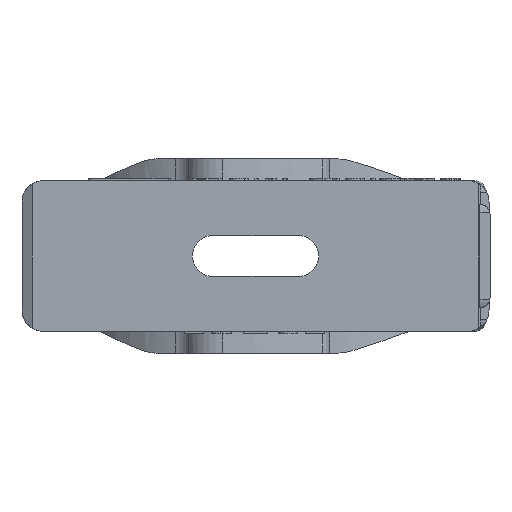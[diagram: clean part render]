
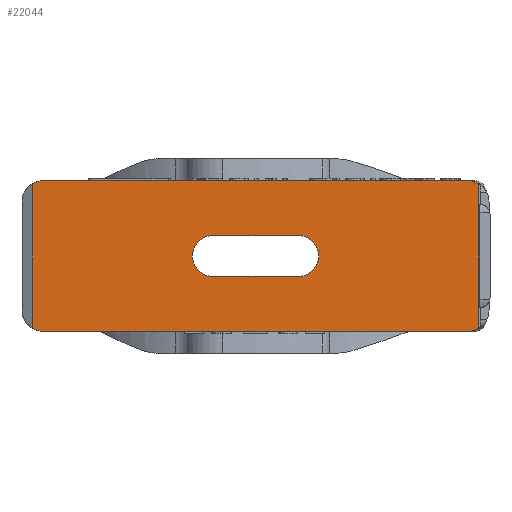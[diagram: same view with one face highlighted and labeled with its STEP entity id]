
A CAD part, front view. The second image highlights one B-rep face of the part: STEP entity #22044.
In plain terms, the highlighted planar face has unit normal (0, -1, 0).
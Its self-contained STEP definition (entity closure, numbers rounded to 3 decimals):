
#5539=CARTESIAN_POINT('',(-398.59,101.088,-9.));
#5540=DIRECTION('',(0.,1.,0.));
#5541=DIRECTION('',(0.,0.,-1.));
#5542=AXIS2_PLACEMENT_3D('',#5539,#5540,#5541);
#5557=DIRECTION('',(-1.,0.,0.));
#5558=VECTOR('',#5557,8.8);
#5559=CARTESIAN_POINT('',(-389.79,101.088,-6.9));
#5560=LINE('',#5559,#5558);
#5561=CARTESIAN_POINT('',(-372.34,101.088,-3.45));
#5562=DIRECTION('',(0.,-1.,0.));
#5563=DIRECTION('',(0.523,0.,0.852));
#5564=AXIS2_PLACEMENT_3D('',#5561,#5562,#5563);
#5566=DIRECTION('',(0.,0.,1.));
#5567=VECTOR('',#5566,14.851);
#5568=CARTESIAN_POINT('',(-371.19,101.088,
-16.425));
#5569=LINE('',#5568,#5567);
#5570=CARTESIAN_POINT('',(-372.34,101.088,-14.55));
#5571=DIRECTION('',(0.,-1.,0.));
#5572=DIRECTION('',(0.,0.,-1.));
#5573=AXIS2_PLACEMENT_3D('',#5570,#5571,#5572);
#5575=CARTESIAN_POINT('',(-416.04,101.088,-14.55));
#5576=DIRECTION('',(0.,-1.,0.));
#5577=DIRECTION('',(-0.523,0.,-0.852));
#5578=AXIS2_PLACEMENT_3D('',#5575,#5576,#5577);
#5580=DIRECTION('',(0.,0.,-1.));
#5581=VECTOR('',#5580,14.851);
#5582=CARTESIAN_POINT('',(-417.19,101.088,
-1.575));
#5583=LINE('',#5582,#5581);
#5584=CARTESIAN_POINT('',(-416.04,101.088,-3.45));
#5585=DIRECTION('',(0.,-1.,0.));
#5586=DIRECTION('',(0.,0.,1.));
#5587=AXIS2_PLACEMENT_3D('',#5584,#5585,#5586);
#5589=DIRECTION('',(-1.,0.,0.));
#5590=VECTOR('',#5589,8.8);
#5591=CARTESIAN_POINT('',(-389.79,101.088,-11.1));
#5592=LINE('',#5591,#5590);
#5597=CARTESIAN_POINT('',(-389.79,101.088,-9.));
#5598=DIRECTION('',(0.,1.,0.));
#5599=DIRECTION('',(0.,0.,1.));
#5600=AXIS2_PLACEMENT_3D('',#5597,#5598,#5599);
#5611=DIRECTION('',(-1.,0.,0.));
#5612=VECTOR('',#5611,43.7);
#5613=CARTESIAN_POINT('',(-372.34,101.088,-1.25));
#5614=LINE('',#5613,#5612);
#5877=DIRECTION('',(1.,0.,0.));
#5878=VECTOR('',#5877,43.7);
#5879=CARTESIAN_POINT('',(-416.04,101.088,-16.75));
#5880=LINE('',#5879,#5878);
#10578=CARTESIAN_POINT('',(-371.19,101.088,
-1.575));
#10579=VERTEX_POINT('',#10578);
#10580=CARTESIAN_POINT('',(-372.34,101.088,-1.25));
#10581=VERTEX_POINT('',#10580);
#10632=CARTESIAN_POINT('',(-371.19,101.088,
-16.425));
#10633=VERTEX_POINT('',#10632);
#10666=CARTESIAN_POINT('',(-372.34,101.088,-16.75));
#10668=VERTEX_POINT('',#10666);
#10708=CARTESIAN_POINT('',(-416.04,101.088,-1.25));
#10709=VERTEX_POINT('',#10708);
#10749=CARTESIAN_POINT('',(-416.04,101.088,-16.75));
#10750=VERTEX_POINT('',#10749);
#12139=CARTESIAN_POINT('',(-417.19,101.088,
-16.425));
#12141=VERTEX_POINT('',#12139);
#12151=CARTESIAN_POINT('',(-417.19,101.088,
-1.575));
#12152=VERTEX_POINT('',#12151);
#12627=CARTESIAN_POINT('',(-389.79,101.088,-11.1));
#12628=CARTESIAN_POINT('',(-398.59,101.088,-11.1));
#12629=VERTEX_POINT('',#12627);
#12630=VERTEX_POINT('',#12628);
#12631=CARTESIAN_POINT('',(-389.79,101.088,-6.9));
#12632=CARTESIAN_POINT('',(-398.59,101.088,-6.9));
#12633=VERTEX_POINT('',#12631);
#12634=VERTEX_POINT('',#12632);
#22013=CARTESIAN_POINT('',(-383.841,101.088,
-15.576));
#22014=DIRECTION('',(0.,-1.,0.));
#22015=DIRECTION('',(1.,0.,0.));
#22016=AXIS2_PLACEMENT_3D('',#22013,#22014,#22015);
#22017=PLANE('',#22016);
#22019=ORIENTED_EDGE('',*,*,#22018,.F.);
#22021=ORIENTED_EDGE('',*,*,#22020,.F.);
#22023=ORIENTED_EDGE('',*,*,#22022,.F.);
#22025=ORIENTED_EDGE('',*,*,#22024,.F.);
#22027=ORIENTED_EDGE('',*,*,#22026,.F.);
#22029=ORIENTED_EDGE('',*,*,#22028,.F.);
#22031=ORIENTED_EDGE('',*,*,#22030,.F.);
#22033=ORIENTED_EDGE('',*,*,#22032,.F.);
#22034=EDGE_LOOP('',(#22019,#22021,#22023,#22025,#22027,#22029,#22031,#22033));
#22035=FACE_OUTER_BOUND('',#22034,.F.);
#22037=ORIENTED_EDGE('',*,*,#22036,.F.);
#22039=ORIENTED_EDGE('',*,*,#22038,.F.);
#22040=ORIENTED_EDGE('',*,*,#21991,.T.);
#22041=ORIENTED_EDGE('',*,*,#22004,.F.);
#22042=EDGE_LOOP('',(#22037,#22039,#22040,#22041));
#22043=FACE_BOUND('',#22042,.F.);
#22044=ADVANCED_FACE('',(#22035,#22043),#22017,.T.);
#5543=CIRCLE('',#5542,2.1);
#5565=CIRCLE('',#5564,2.2);
#5574=CIRCLE('',#5573,2.2);
#5579=CIRCLE('',#5578,2.2);
#5588=CIRCLE('',#5587,2.2);
#5601=CIRCLE('',#5600,2.1);
#21991=EDGE_CURVE('',#12633,#12634,#5560,.T.);
#22004=EDGE_CURVE('',#12630,#12634,#5543,.T.);
#22018=EDGE_CURVE('',#10581,#10709,#5614,.T.);
#22020=EDGE_CURVE('',#10579,#10581,#5565,.T.);
#22022=EDGE_CURVE('',#10633,#10579,#5569,.T.);
#22024=EDGE_CURVE('',#10668,#10633,#5574,.T.);
#22026=EDGE_CURVE('',#10750,#10668,#5880,.T.);
#22028=EDGE_CURVE('',#12141,#10750,#5579,.T.);
#22030=EDGE_CURVE('',#12152,#12141,#5583,.T.);
#22032=EDGE_CURVE('',#10709,#12152,#5588,.T.);
#22036=EDGE_CURVE('',#12629,#12630,#5592,.T.);
#22038=EDGE_CURVE('',#12633,#12629,#5601,.T.);
